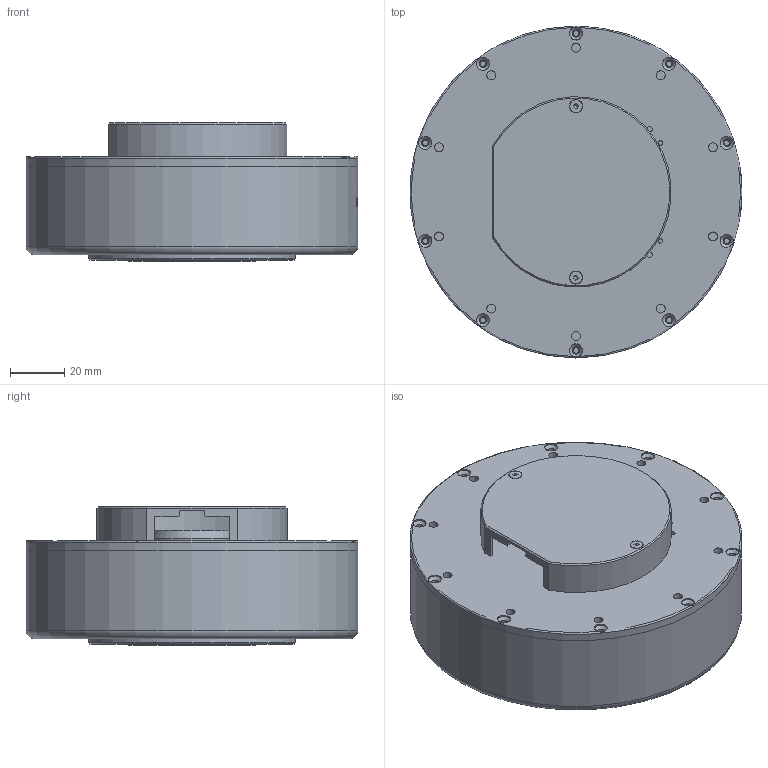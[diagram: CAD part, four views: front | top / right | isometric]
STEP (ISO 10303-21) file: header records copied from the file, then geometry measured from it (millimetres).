
FILE_DESCRIPTION(/* description */ (''),/* implementation_level */ '2;1');
FILE_NAME(/* name */ 'RMD-X10-NEW - 行星 - 11.30.stp',/* time_stamp */ '2021-12-14T09:31:51+08:00',/* author */ (''),/* organization */ (''),/* preprocessor_version */ 'ST-DEVELOPER v16.7',/* originating_system */ 'SIEMENS PLM Software NX 12.0',/* authorisation */ '');
FILE_SCHEMA (('AUTOMOTIVE_DESIGN { 1 0 10303 214 3 1 1 1 }'));
Length unit declared in the file: millimetre
Products named in the file (1): Admi0E7045B12y6i
Bounding box: 122 x 122 x 51.1 mm (x, y, z)
Volume: 144702.3 mm3; surface area: 97967 mm2
Topology: 10 solids, 10 shells, 462 faces, 1224 edges, 808 vertices
Faces by surface type: cylinder 207, plane 178, cone 66, torus 9, bspline 2
Full cylindrical faces by diameter (mm): 1.6 x10, 1.8 x2, 2 x2, 2.05 x14, 2.7 x10, 3.3 x20, 3.5 x6, 3.6 x4, 4.2 x6, 4.8 x10, 5 x1, 6 x6, 16 x1, 22 x1, 24 x1, 25 x1, 28 x1, 31 x1, 35 x1, 45 x1, 48 x1, 49 x1, 50 x1, 56 x1, 76 x1, 119 x1, 120 x1, 122 x2
Entity records: 14093 total; most frequent: CARTESIAN_POINT 2889, DIRECTION 2366, ORIENTED_EDGE 1924, AXIS2_PLACEMENT_3D 999, EDGE_CURVE 962, EDGE_LOOP 719, VERTEX_POINT 701, CIRCLE 518
